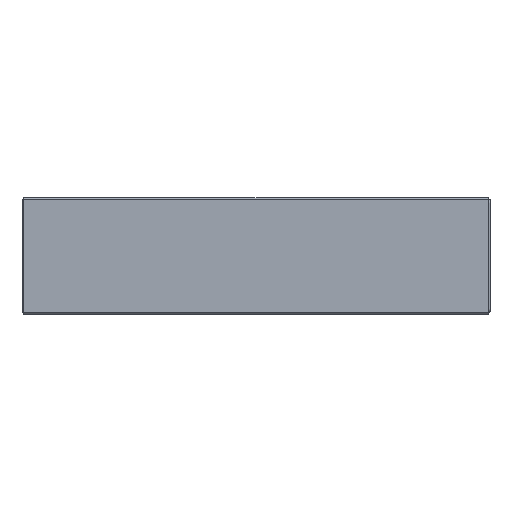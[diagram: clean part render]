
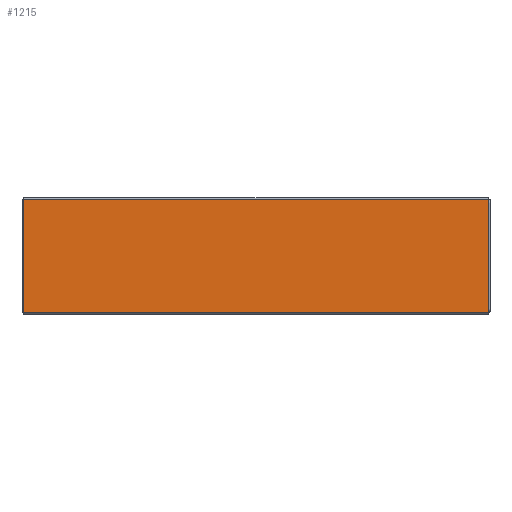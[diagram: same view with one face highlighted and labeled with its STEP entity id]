
A CAD part, top view. The second image highlights one B-rep face of the part: STEP entity #1215.
In plain terms, the highlighted planar face has unit normal (0, 0, 1).
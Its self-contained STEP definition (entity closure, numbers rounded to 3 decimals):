
#11 = CARTESIAN_POINT ( 'NONE',  ( -350., 84.5, 0. ) ) ;
#50 = VERTEX_POINT ( 'NONE', #1480 ) ;
#169 = EDGE_CURVE ( 'NONE', #50, #1488, #174, .T. ) ;
#173 = LINE ( 'NONE', #1190, #297 ) ;
#174 = LINE ( 'NONE', #1523, #925 ) ;
#297 = VECTOR ( 'NONE', #1182, 1000. ) ;
#306 = VERTEX_POINT ( 'NONE', #1267 ) ;
#341 = DIRECTION ( 'NONE',  ( 1., 0., 0. ) ) ;
#436 = AXIS2_PLACEMENT_3D ( 'NONE', #1101, #1237, #341 ) ;
#454 = PLANE ( 'NONE',  #436 ) ;
#485 = FACE_OUTER_BOUND ( 'NONE', #1423, .T. ) ;
#569 = CARTESIAN_POINT ( 'NONE',  ( 350., -84.5, 0. ) ) ;
#599 = CARTESIAN_POINT ( 'NONE',  ( 350., 84.5, 0. ) ) ;
#645 = DIRECTION ( 'NONE',  ( 0., 1., 0. ) ) ;
#925 = VECTOR ( 'NONE', #1650, 1000. ) ;
#928 = LINE ( 'NONE', #599, #1354 ) ;
#975 = ORIENTED_EDGE ( 'NONE', *, *, #1035, .T. ) ;
#1035 = EDGE_CURVE ( 'NONE', #306, #1156, #173, .T. ) ;
#1101 = CARTESIAN_POINT ( 'NONE',  ( 0., 0., 0. ) ) ;
#1150 = DIRECTION ( 'NONE',  ( 0., -1., 0. ) ) ;
#1156 = VERTEX_POINT ( 'NONE', #569 ) ;
#1182 = DIRECTION ( 'NONE',  ( 1., 0., 0. ) ) ;
#1190 = CARTESIAN_POINT ( 'NONE',  ( -353., -84.5, 0. ) ) ;
#1210 = ORIENTED_EDGE ( 'NONE', *, *, #169, .T. ) ;
#1215 = ADVANCED_FACE ( 'NONE', ( #485 ), #454, .T. ) ;
#1237 = DIRECTION ( 'NONE',  ( 0., 0., 1. ) ) ;
#1267 = CARTESIAN_POINT ( 'NONE',  ( -350., -84.5, 0. ) ) ;
#1289 = ORIENTED_EDGE ( 'NONE', *, *, #1673, .F. ) ;
#1310 = LINE ( 'NONE', #1374, #1440 ) ;
#1354 = VECTOR ( 'NONE', #1150, 1000. ) ;
#1374 = CARTESIAN_POINT ( 'NONE',  ( -350., -84.5, 0. ) ) ;
#1414 = ORIENTED_EDGE ( 'NONE', *, *, #1644, .F. ) ;
#1423 = EDGE_LOOP ( 'NONE', ( #1210, #1289, #975, #1414 ) ) ;
#1440 = VECTOR ( 'NONE', #645, 1000. ) ;
#1480 = CARTESIAN_POINT ( 'NONE',  ( 350., 84.5, 0. ) ) ;
#1488 = VERTEX_POINT ( 'NONE', #11 ) ;
#1523 = CARTESIAN_POINT ( 'NONE',  ( -353., 84.5, 0. ) ) ;
#1644 = EDGE_CURVE ( 'NONE', #50, #1156, #928, .T. ) ;
#1650 = DIRECTION ( 'NONE',  ( -1., 0., 0. ) ) ;
#1673 = EDGE_CURVE ( 'NONE', #306, #1488, #1310, .T. ) ;
